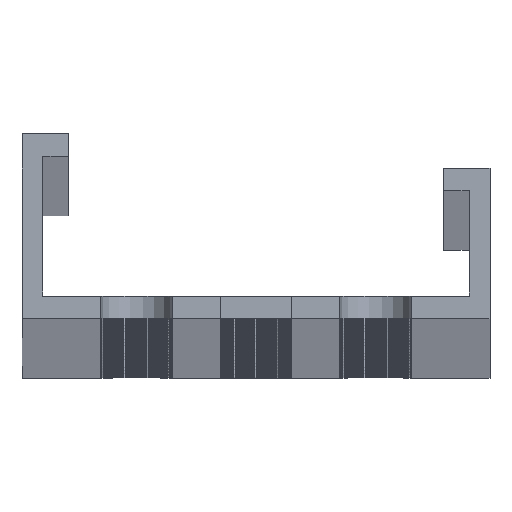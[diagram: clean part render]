
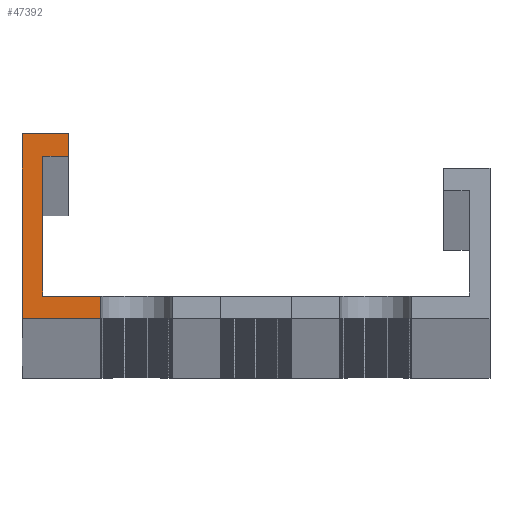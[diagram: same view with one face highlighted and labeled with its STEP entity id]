
A CAD part, top view. The second image highlights one B-rep face of the part: STEP entity #47392.
In plain terms, the highlighted planar face has unit normal (0, 0, 1).
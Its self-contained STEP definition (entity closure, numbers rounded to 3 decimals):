
#10961=DIRECTION('',(0.,1.,0.));
#10962=VECTOR('',#10961,1.32);
#10963=CARTESIAN_POINT('',(-9.09,-0.01,2000.01));
#10964=LINE('',#10963,#10962);
#10965=DIRECTION('',(1.,0.,0.));
#10966=VECTOR('',#10965,4.62);
#10967=CARTESIAN_POINT('',(-13.71,-0.01,2000.01));
#10968=LINE('',#10967,#10966);
#10969=DIRECTION('',(0.,-1.,0.));
#10970=VECTOR('',#10969,10.82);
#10971=CARTESIAN_POINT('',(-13.71,10.81,2000.01));
#10972=LINE('',#10971,#10970);
#10973=DIRECTION('',(-1.,0.,0.));
#10974=VECTOR('',#10973,2.72);
#10975=CARTESIAN_POINT('',(-10.99,10.81,2000.01));
#10976=LINE('',#10975,#10974);
#10977=DIRECTION('',(0.,1.,0.));
#10978=VECTOR('',#10977,1.32);
#10979=CARTESIAN_POINT('',(-10.99,9.49,2000.01));
#10980=LINE('',#10979,#10978);
#10981=DIRECTION('',(1.,0.,0.));
#10982=VECTOR('',#10981,1.5);
#10983=CARTESIAN_POINT('',(-12.49,9.49,2000.01));
#10984=LINE('',#10983,#10982);
#10985=DIRECTION('',(0.,1.,0.));
#10986=VECTOR('',#10985,8.18);
#10987=CARTESIAN_POINT('',(-12.49,1.31,2000.01));
#10988=LINE('',#10987,#10986);
#10989=DIRECTION('',(-1.,0.,0.));
#10990=VECTOR('',#10989,3.4);
#10991=CARTESIAN_POINT('',(-9.09,1.31,2000.01));
#10992=LINE('',#10991,#10990);
#31465=CARTESIAN_POINT('',(-10.99,10.81,2000.01));
#31466=CARTESIAN_POINT('',(-13.71,10.81,2000.01));
#31467=VERTEX_POINT('',#31465);
#31468=VERTEX_POINT('',#31466);
#31469=CARTESIAN_POINT('',(-13.71,-0.01,2000.01));
#31470=VERTEX_POINT('',#31469);
#31483=CARTESIAN_POINT('',(-12.49,1.31,2000.01));
#31484=CARTESIAN_POINT('',(-12.49,9.49,2000.01));
#31485=VERTEX_POINT('',#31483);
#31486=VERTEX_POINT('',#31484);
#31487=CARTESIAN_POINT('',(-10.99,9.49,2000.01));
#31488=VERTEX_POINT('',#31487);
#31501=CARTESIAN_POINT('',(-9.09,-0.01,2000.01));
#31502=CARTESIAN_POINT('',(-9.09,1.31,2000.01));
#31503=VERTEX_POINT('',#31501);
#31504=VERTEX_POINT('',#31502);
#47371=CARTESIAN_POINT('',(0.,0.,2000.01));
#47372=DIRECTION('',(0.,0.,1.));
#47373=DIRECTION('',(1.,0.,0.));
#47374=AXIS2_PLACEMENT_3D('',#47371,#47372,#47373);
#47375=PLANE('',#47374);
#47376=ORIENTED_EDGE('',*,*,#47362,.F.);
#47377=ORIENTED_EDGE('',*,*,#41179,.F.);
#47379=ORIENTED_EDGE('',*,*,#47378,.F.);
#47381=ORIENTED_EDGE('',*,*,#47380,.F.);
#47383=ORIENTED_EDGE('',*,*,#47382,.F.);
#47385=ORIENTED_EDGE('',*,*,#47384,.F.);
#47387=ORIENTED_EDGE('',*,*,#47386,.F.);
#47389=ORIENTED_EDGE('',*,*,#47388,.F.);
#47390=EDGE_LOOP('',(#47376,#47377,#47379,#47381,#47383,#47385,#47387,#47389));
#47391=FACE_OUTER_BOUND('',#47390,.F.);
#47392=ADVANCED_FACE('',(#47391),#47375,.T.);
#41179=EDGE_CURVE('',#31470,#31503,#10968,.T.);
#47362=EDGE_CURVE('',#31503,#31504,#10964,.T.);
#47378=EDGE_CURVE('',#31468,#31470,#10972,.T.);
#47380=EDGE_CURVE('',#31467,#31468,#10976,.T.);
#47382=EDGE_CURVE('',#31488,#31467,#10980,.T.);
#47384=EDGE_CURVE('',#31486,#31488,#10984,.T.);
#47386=EDGE_CURVE('',#31485,#31486,#10988,.T.);
#47388=EDGE_CURVE('',#31504,#31485,#10992,.T.);
